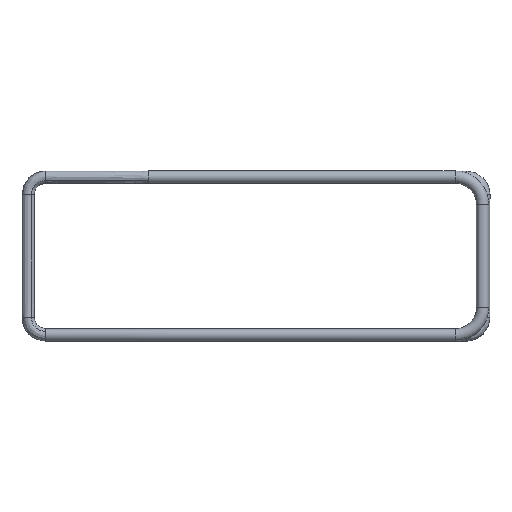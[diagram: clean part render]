
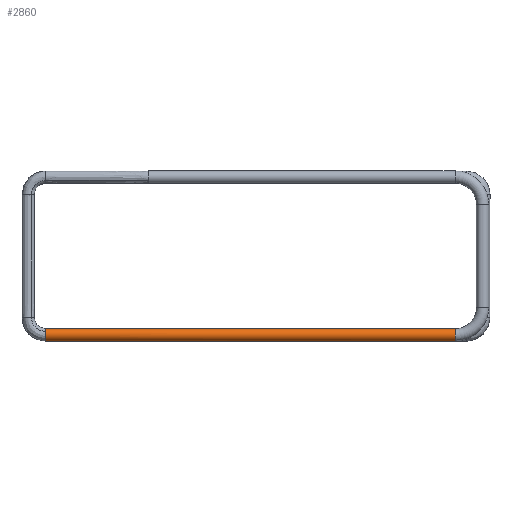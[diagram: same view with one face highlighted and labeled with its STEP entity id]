
A CAD part, front view. The second image highlights one B-rep face of the part: STEP entity #2860.
In plain terms, the highlighted cylindrical face has radius 0.35 mm (diameter 0.7 mm), a partial arc.
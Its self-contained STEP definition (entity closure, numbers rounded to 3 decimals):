
#1162 = VERTEX_POINT ( 'NONE', #27641 ) ;
#1729 = VECTOR ( 'NONE', #18256, 1000. ) ;
#1779 = DIRECTION ( 'NONE',  ( -1., 0., 0. ) ) ;
#2179 = CIRCLE ( 'NONE', #10581, 0.35 ) ;
#2741 = ORIENTED_EDGE ( 'NONE', *, *, #27725, .T. ) ;
#2860 = ADVANCED_FACE ( 'NONE', ( #20964 ), #20813, .T. ) ;
#3535 = DIRECTION ( 'NONE',  ( -1., 0., 0. ) ) ;
#4821 = CARTESIAN_POINT ( 'NONE',  ( -12., 0.74, -4.85 ) ) ;
#5161 = DIRECTION ( 'NONE',  ( 0., 0.826, -0.564 ) ) ;
#5389 = CIRCLE ( 'NONE', #25511, 0.35 ) ;
#5906 = AXIS2_PLACEMENT_3D ( 'NONE', #21294, #25416, #9753 ) ;
#6021 = VERTEX_POINT ( 'NONE', #15520 ) ;
#6106 = VERTEX_POINT ( 'NONE', #4821 ) ;
#6838 = CIRCLE ( 'NONE', #5906, 0.35 ) ;
#7527 = EDGE_CURVE ( 'NONE', #22788, #1162, #6838, .T. ) ;
#7696 = EDGE_CURVE ( 'NONE', #24354, #6021, #2179, .T. ) ;
#8226 = CARTESIAN_POINT ( 'NONE',  ( -12., 0.74, -4.5 ) ) ;
#8267 = VECTOR ( 'NONE', #18461, 1000. ) ;
#9705 = DIRECTION ( 'NONE',  ( 0., 0., 1. ) ) ;
#9753 = DIRECTION ( 'NONE',  ( 0., 0.826, -0.564 ) ) ;
#9837 = ORIENTED_EDGE ( 'NONE', *, *, #18976, .F. ) ;
#10581 = AXIS2_PLACEMENT_3D ( 'NONE', #16575, #25665, #5161 ) ;
#11830 = CARTESIAN_POINT ( 'NONE',  ( 11.355, 0.74, -4.85 ) ) ;
#11883 = CARTESIAN_POINT ( 'NONE',  ( 11.355, 0.74, -4.15 ) ) ;
#13172 = DIRECTION ( 'NONE',  ( 0., 0.826, -0.564 ) ) ;
#13462 = EDGE_LOOP ( 'NONE', ( #23112, #17437, #2741, #27063, #9837 ) ) ;
#13783 = EDGE_CURVE ( 'NONE', #22788, #6106, #28709, .T. ) ;
#13990 = CARTESIAN_POINT ( 'NONE',  ( -12., 0.451, -4.303 ) ) ;
#15520 = CARTESIAN_POINT ( 'NONE',  ( -12., 0.74, -4.15 ) ) ;
#16575 = CARTESIAN_POINT ( 'NONE',  ( -12., 0.74, -4.5 ) ) ;
#17437 = ORIENTED_EDGE ( 'NONE', *, *, #7527, .T. ) ;
#18256 = DIRECTION ( 'NONE',  ( -1., 0., 0. ) ) ;
#18461 = DIRECTION ( 'NONE',  ( -1., 0., 0. ) ) ;
#18976 = EDGE_CURVE ( 'NONE', #6106, #24354, #5389, .T. ) ;
#19046 = CARTESIAN_POINT ( 'NONE',  ( 11.355, 0.74, -4.5 ) ) ;
#19401 = AXIS2_PLACEMENT_3D ( 'NONE', #19046, #3535, #9705 ) ;
#20665 = LINE ( 'NONE', #11883, #8267 ) ;
#20813 = CYLINDRICAL_SURFACE ( 'NONE', #19401, 0.35 ) ;
#20964 = FACE_OUTER_BOUND ( 'NONE', #13462, .T. ) ;
#21294 = CARTESIAN_POINT ( 'NONE',  ( 11.355, 0.74, -4.5 ) ) ;
#22788 = VERTEX_POINT ( 'NONE', #11830 ) ;
#23112 = ORIENTED_EDGE ( 'NONE', *, *, #13783, .F. ) ;
#24354 = VERTEX_POINT ( 'NONE', #13990 ) ;
#24862 = CARTESIAN_POINT ( 'NONE',  ( 11.355, 0.74, -4.85 ) ) ;
#25416 = DIRECTION ( 'NONE',  ( -1., 0., 0. ) ) ;
#25511 = AXIS2_PLACEMENT_3D ( 'NONE', #8226, #1779, #13172 ) ;
#25665 = DIRECTION ( 'NONE',  ( -1., 0., 0. ) ) ;
#27063 = ORIENTED_EDGE ( 'NONE', *, *, #7696, .F. ) ;
#27641 = CARTESIAN_POINT ( 'NONE',  ( 11.355, 0.74, -4.15 ) ) ;
#27725 = EDGE_CURVE ( 'NONE', #1162, #6021, #20665, .T. ) ;
#28709 = LINE ( 'NONE', #24862, #1729 ) ;
